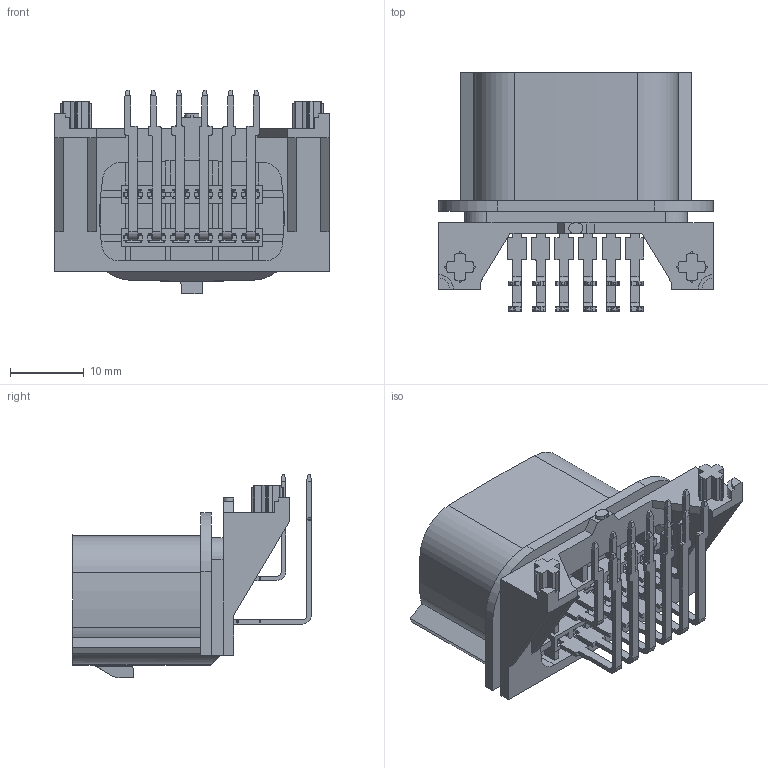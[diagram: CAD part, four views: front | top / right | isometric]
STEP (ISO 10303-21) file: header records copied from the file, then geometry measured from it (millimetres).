
FILE_DESCRIPTION((''),'2;1');
FILE_NAME('367831201','2014-03-14T',('me'),(''),'PRO/ENGINEER BY PARAMETRIC TECHNOLOGY CORPORATION, 2011490','PRO/ENGINEER BY PARAMETRIC TECHNOLOGY CORPORATION, 2011490','');
FILE_SCHEMA(('CONFIG_CONTROL_DESIGN'));
Length unit declared in the file: millimetre
Products named in the file (1): 367831201
Bounding box: 37.36 x 32.46 x 27.63 mm (x, y, z)
Volume: 4787.2 mm3; surface area: 8035.5 mm2
Topology: 1 solids, 1 shells, 1131 faces, 3303 edges, 2194 vertices
Faces by surface type: plane 909, cylinder 198, cone 16, torus 8
Entity records: 37266 total; most frequent: CARTESIAN_POINT 6939, ORIENTED_EDGE 6550, DIRECTION 5925, EDGE_CURVE 3275, VECTOR 2729, LINE 2729, VERTEX_POINT 2166, AXIS2_PLACEMENT_3D 1598
